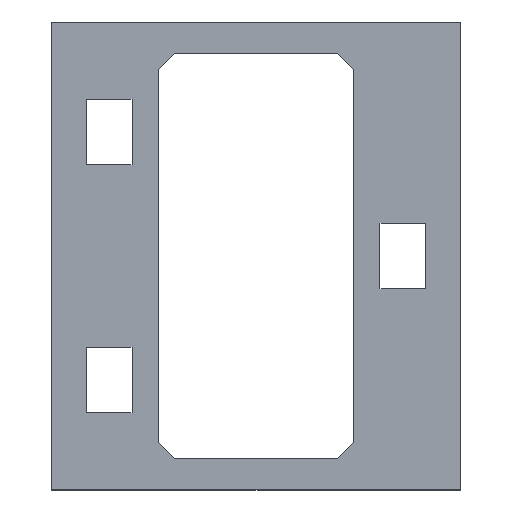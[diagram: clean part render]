
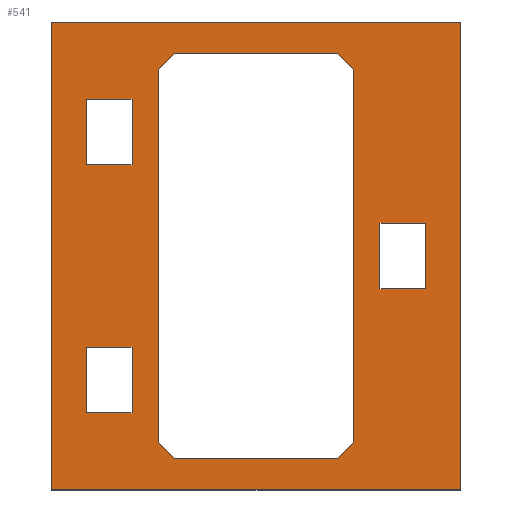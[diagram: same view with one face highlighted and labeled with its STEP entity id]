
A CAD part, top view. The second image highlights one B-rep face of the part: STEP entity #541.
In plain terms, the highlighted planar face has unit normal (0, 0, 1).
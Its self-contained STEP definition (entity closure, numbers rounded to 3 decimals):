
#15=FACE_BOUND('',#74,.T.);
#16=FACE_BOUND('',#75,.T.);
#17=FACE_BOUND('',#76,.T.);
#18=FACE_BOUND('',#77,.T.);
#47=FACE_OUTER_BOUND('',#73,.T.);
#73=EDGE_LOOP('',(#443,#444,#445,#446));
#74=EDGE_LOOP('',(#447,#448,#449,#450));
#75=EDGE_LOOP('',(#451,#452,#453,#454));
#76=EDGE_LOOP('',(#455,#456,#457,#458,#459,#460,#461,#462));
#77=EDGE_LOOP('',(#463,#464,#465,#466));
#85=LINE('',#705,#157);
#88=LINE('',#711,#160);
#91=LINE('',#717,#163);
#94=LINE('',#721,#166);
#97=LINE('',#729,#169);
#100=LINE('',#735,#172);
#103=LINE('',#741,#175);
#106=LINE('',#747,#178);
#109=LINE('',#753,#181);
#112=LINE('',#759,#184);
#115=LINE('',#765,#187);
#118=LINE('',#769,#190);
#121=LINE('',#777,#193);
#124=LINE('',#783,#196);
#127=LINE('',#789,#199);
#130=LINE('',#793,#202);
#133=LINE('',#801,#205);
#136=LINE('',#807,#208);
#139=LINE('',#813,#211);
#142=LINE('',#817,#214);
#145=LINE('',#825,#217);
#148=LINE('',#831,#220);
#151=LINE('',#837,#223);
#154=LINE('',#841,#226);
#157=VECTOR('',#577,10.);
#160=VECTOR('',#582,10.);
#163=VECTOR('',#587,10.);
#166=VECTOR('',#592,10.);
#169=VECTOR('',#597,10.);
#172=VECTOR('',#602,10.);
#175=VECTOR('',#607,10.);
#178=VECTOR('',#612,10.);
#181=VECTOR('',#617,10.);
#184=VECTOR('',#622,10.);
#187=VECTOR('',#627,10.);
#190=VECTOR('',#632,10.);
#193=VECTOR('',#637,10.);
#196=VECTOR('',#642,10.);
#199=VECTOR('',#647,10.);
#202=VECTOR('',#652,10.);
#205=VECTOR('',#657,10.);
#208=VECTOR('',#662,10.);
#211=VECTOR('',#667,10.);
#214=VECTOR('',#672,10.);
#217=VECTOR('',#677,10.);
#220=VECTOR('',#682,10.);
#223=VECTOR('',#687,10.);
#226=VECTOR('',#692,10.);
#229=VERTEX_POINT('',#702);
#230=VERTEX_POINT('',#704);
#232=VERTEX_POINT('',#710);
#234=VERTEX_POINT('',#716);
#237=VERTEX_POINT('',#726);
#238=VERTEX_POINT('',#728);
#240=VERTEX_POINT('',#734);
#242=VERTEX_POINT('',#740);
#244=VERTEX_POINT('',#746);
#246=VERTEX_POINT('',#752);
#248=VERTEX_POINT('',#758);
#250=VERTEX_POINT('',#764);
#253=VERTEX_POINT('',#774);
#254=VERTEX_POINT('',#776);
#256=VERTEX_POINT('',#782);
#258=VERTEX_POINT('',#788);
#261=VERTEX_POINT('',#798);
#262=VERTEX_POINT('',#800);
#264=VERTEX_POINT('',#806);
#266=VERTEX_POINT('',#812);
#269=VERTEX_POINT('',#822);
#270=VERTEX_POINT('',#824);
#272=VERTEX_POINT('',#830);
#274=VERTEX_POINT('',#836);
#277=EDGE_CURVE('',#230,#229,#85,.T.);
#280=EDGE_CURVE('',#232,#230,#88,.T.);
#283=EDGE_CURVE('',#234,#232,#91,.T.);
#286=EDGE_CURVE('',#229,#234,#94,.T.);
#289=EDGE_CURVE('',#238,#237,#97,.T.);
#292=EDGE_CURVE('',#240,#238,#100,.T.);
#295=EDGE_CURVE('',#242,#240,#103,.T.);
#298=EDGE_CURVE('',#244,#242,#106,.T.);
#301=EDGE_CURVE('',#246,#244,#109,.T.);
#304=EDGE_CURVE('',#248,#246,#112,.T.);
#307=EDGE_CURVE('',#250,#248,#115,.T.);
#310=EDGE_CURVE('',#237,#250,#118,.T.);
#313=EDGE_CURVE('',#254,#253,#121,.T.);
#316=EDGE_CURVE('',#256,#254,#124,.T.);
#319=EDGE_CURVE('',#258,#256,#127,.T.);
#322=EDGE_CURVE('',#253,#258,#130,.T.);
#325=EDGE_CURVE('',#262,#261,#133,.T.);
#328=EDGE_CURVE('',#264,#262,#136,.T.);
#331=EDGE_CURVE('',#266,#264,#139,.T.);
#334=EDGE_CURVE('',#261,#266,#142,.T.);
#337=EDGE_CURVE('',#270,#269,#145,.T.);
#340=EDGE_CURVE('',#272,#270,#148,.T.);
#343=EDGE_CURVE('',#274,#272,#151,.T.);
#346=EDGE_CURVE('',#269,#274,#154,.T.);
#443=ORIENTED_EDGE('',*,*,#346,.T.);
#444=ORIENTED_EDGE('',*,*,#343,.T.);
#445=ORIENTED_EDGE('',*,*,#340,.T.);
#446=ORIENTED_EDGE('',*,*,#337,.T.);
#447=ORIENTED_EDGE('',*,*,#334,.T.);
#448=ORIENTED_EDGE('',*,*,#331,.T.);
#449=ORIENTED_EDGE('',*,*,#328,.T.);
#450=ORIENTED_EDGE('',*,*,#325,.T.);
#451=ORIENTED_EDGE('',*,*,#322,.T.);
#452=ORIENTED_EDGE('',*,*,#319,.T.);
#453=ORIENTED_EDGE('',*,*,#316,.T.);
#454=ORIENTED_EDGE('',*,*,#313,.T.);
#455=ORIENTED_EDGE('',*,*,#310,.T.);
#456=ORIENTED_EDGE('',*,*,#307,.T.);
#457=ORIENTED_EDGE('',*,*,#304,.T.);
#458=ORIENTED_EDGE('',*,*,#301,.T.);
#459=ORIENTED_EDGE('',*,*,#298,.T.);
#460=ORIENTED_EDGE('',*,*,#295,.T.);
#461=ORIENTED_EDGE('',*,*,#292,.T.);
#462=ORIENTED_EDGE('',*,*,#289,.T.);
#463=ORIENTED_EDGE('',*,*,#286,.T.);
#464=ORIENTED_EDGE('',*,*,#283,.T.);
#465=ORIENTED_EDGE('',*,*,#280,.T.);
#466=ORIENTED_EDGE('',*,*,#277,.T.);
#515=PLANE('',#569);
#541=ADVANCED_FACE('',(#47,#15,#16,#17,#18),#515,.T.);
#569=AXIS2_PLACEMENT_3D('',#842,#693,#694);
#577=DIRECTION('',(0.,1.,0.));
#582=DIRECTION('',(-1.,0.,0.));
#587=DIRECTION('',(0.,-1.,0.));
#592=DIRECTION('',(1.,0.,0.));
#597=DIRECTION('',(-0.707,0.707,0.));
#602=DIRECTION('',(-1.,0.,0.));
#607=DIRECTION('',(-0.707,-0.707,0.));
#612=DIRECTION('',(0.,-1.,0.));
#617=DIRECTION('',(0.707,-0.707,0.));
#622=DIRECTION('',(1.,0.,0.));
#627=DIRECTION('',(0.707,0.707,0.));
#632=DIRECTION('',(0.,1.,0.));
#637=DIRECTION('',(0.,1.,0.));
#642=DIRECTION('',(-1.,0.,0.));
#647=DIRECTION('',(0.,-1.,0.));
#652=DIRECTION('',(1.,0.,0.));
#657=DIRECTION('',(0.,1.,0.));
#662=DIRECTION('',(-1.,0.,0.));
#667=DIRECTION('',(0.,-1.,0.));
#672=DIRECTION('',(1.,0.,0.));
#677=DIRECTION('',(0.,-1.,0.));
#682=DIRECTION('',(-1.,0.,0.));
#687=DIRECTION('',(0.,1.,0.));
#692=DIRECTION('',(1.,0.,0.));
#693=DIRECTION('center_axis',(0.,0.,1.));
#694=DIRECTION('ref_axis',(1.,0.,0.));
#702=CARTESIAN_POINT('',(0.95,0.25,0.3));
#704=CARTESIAN_POINT('',(0.95,-0.25,0.3));
#705=CARTESIAN_POINT('',(0.95,0.25,0.3));
#710=CARTESIAN_POINT('',(1.3,-0.25,0.3));
#711=CARTESIAN_POINT('',(0.8,-0.25,0.3));
#716=CARTESIAN_POINT('',(1.3,0.25,0.3));
#717=CARTESIAN_POINT('',(1.3,0.25,0.3));
#721=CARTESIAN_POINT('',(0.8,0.25,0.3));
#726=CARTESIAN_POINT('',(-0.75,-1.426,0.3));
#728=CARTESIAN_POINT('',(-0.626,-1.55,0.3));
#729=CARTESIAN_POINT('',(-0.626,-1.55,0.3));
#734=CARTESIAN_POINT('',(0.626,-1.55,0.3));
#735=CARTESIAN_POINT('',(0.626,-1.55,0.3));
#740=CARTESIAN_POINT('',(0.75,-1.426,0.3));
#741=CARTESIAN_POINT('',(0.75,-1.426,0.3));
#746=CARTESIAN_POINT('',(0.75,1.426,0.3));
#747=CARTESIAN_POINT('',(0.75,-0.25,0.3));
#752=CARTESIAN_POINT('',(0.626,1.55,0.3));
#753=CARTESIAN_POINT('',(0.626,1.55,0.3));
#758=CARTESIAN_POINT('',(-0.626,1.55,0.3));
#759=CARTESIAN_POINT('',(-0.626,1.55,0.3));
#764=CARTESIAN_POINT('',(-0.75,1.426,0.3));
#765=CARTESIAN_POINT('',(-0.75,1.426,0.3));
#769=CARTESIAN_POINT('',(-0.75,1.2,0.3));
#774=CARTESIAN_POINT('',(-1.3,-0.7,0.3));
#776=CARTESIAN_POINT('',(-1.3,-1.2,0.3));
#777=CARTESIAN_POINT('',(-1.3,-1.2,0.3));
#782=CARTESIAN_POINT('',(-0.95,-1.2,0.3));
#783=CARTESIAN_POINT('',(-1.05,-1.2,0.3));
#788=CARTESIAN_POINT('',(-0.95,-0.7,0.3));
#789=CARTESIAN_POINT('',(-0.95,-0.7,0.3));
#793=CARTESIAN_POINT('',(-1.05,-0.7,0.3));
#798=CARTESIAN_POINT('',(-1.3,1.2,0.3));
#800=CARTESIAN_POINT('',(-1.3,0.7,0.3));
#801=CARTESIAN_POINT('',(-1.3,0.7,0.3));
#806=CARTESIAN_POINT('',(-0.95,0.7,0.3));
#807=CARTESIAN_POINT('',(-1.05,0.7,0.3));
#812=CARTESIAN_POINT('',(-0.95,1.2,0.3));
#813=CARTESIAN_POINT('',(-0.95,1.2,0.3));
#817=CARTESIAN_POINT('',(-1.05,1.2,0.3));
#822=CARTESIAN_POINT('',(-1.566,-1.793,0.3));
#824=CARTESIAN_POINT('',(-1.566,1.793,0.3));
#825=CARTESIAN_POINT('',(-1.566,-1.793,0.3));
#830=CARTESIAN_POINT('',(1.566,1.793,0.3));
#831=CARTESIAN_POINT('',(-1.566,1.793,0.3));
#836=CARTESIAN_POINT('',(1.566,-1.793,0.3));
#837=CARTESIAN_POINT('',(1.566,1.793,0.3));
#841=CARTESIAN_POINT('',(1.566,-1.793,0.3));
#842=CARTESIAN_POINT('Origin',(0.,0.,0.3));
